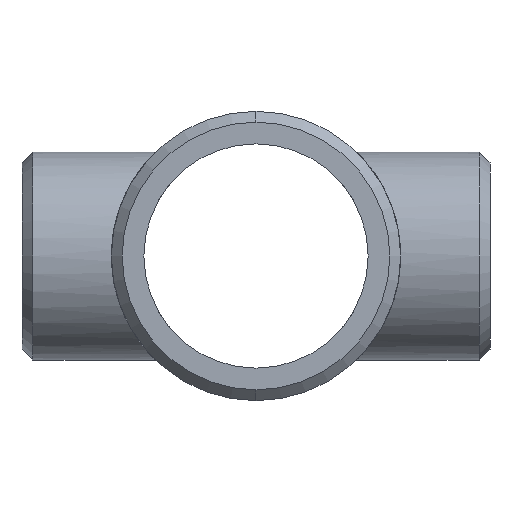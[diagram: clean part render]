
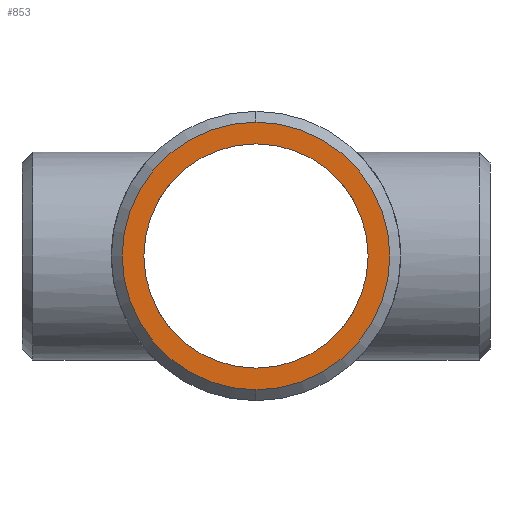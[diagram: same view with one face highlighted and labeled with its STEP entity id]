
A CAD part, left-side view. The second image highlights one B-rep face of the part: STEP entity #853.
In plain terms, the highlighted planar face has unit normal (-1, 0, 0).
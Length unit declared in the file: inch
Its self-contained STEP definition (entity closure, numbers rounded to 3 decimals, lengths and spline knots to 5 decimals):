
#3 = CARTESIAN_POINT ( 'NONE',  ( -4.88, 0., 2.1565 ) ) ;
#31 = CARTESIAN_POINT ( 'NONE',  ( -4.88, 0., 0. ) ) ;
#73 = PLANE ( 'NONE',  #459 ) ;
#101 = DIRECTION ( 'NONE',  ( 0., 0., 1. ) ) ;
#114 = CARTESIAN_POINT ( 'NONE',  ( -4.88, 0., -2.57317 ) ) ;
#132 = AXIS2_PLACEMENT_3D ( 'NONE', #31, #1133, #1245 ) ;
#171 = FACE_BOUND ( 'NONE', #318, .T. ) ;
#215 = ORIENTED_EDGE ( 'NONE', *, *, #675, .T. ) ;
#224 = AXIS2_PLACEMENT_3D ( 'NONE', #408, #401, #101 ) ;
#253 = EDGE_LOOP ( 'NONE', ( #336, #553 ) ) ;
#264 = DIRECTION ( 'NONE',  ( -1., 0., 0. ) ) ;
#299 = CARTESIAN_POINT ( 'NONE',  ( -4.88, 0., -2.1565 ) ) ;
#318 = EDGE_LOOP ( 'NONE', ( #721, #215 ) ) ;
#336 = ORIENTED_EDGE ( 'NONE', *, *, #419, .T. ) ;
#371 = EDGE_CURVE ( 'NONE', #1170, #917, #693, .T. ) ;
#401 = DIRECTION ( 'NONE',  ( 1., 0., 0. ) ) ;
#408 = CARTESIAN_POINT ( 'NONE',  ( -4.88, 0., 0. ) ) ;
#419 = EDGE_CURVE ( 'NONE', #917, #1170, #894, .T. ) ;
#455 = CARTESIAN_POINT ( 'NONE',  ( -4.88, 0., 2.57317 ) ) ;
#459 = AXIS2_PLACEMENT_3D ( 'NONE', #482, #890, #487 ) ;
#482 = CARTESIAN_POINT ( 'NONE',  ( -4.88, 0., 0. ) ) ;
#487 = DIRECTION ( 'NONE',  ( 0., 0., -1. ) ) ;
#553 = ORIENTED_EDGE ( 'NONE', *, *, #371, .T. ) ;
#614 = VERTEX_POINT ( 'NONE', #299 ) ;
#673 = FACE_OUTER_BOUND ( 'NONE', #253, .T. ) ;
#675 = EDGE_CURVE ( 'NONE', #614, #965, #1293, .T. ) ;
#691 = DIRECTION ( 'NONE',  ( 0., 0., 1. ) ) ;
#693 = CIRCLE ( 'NONE', #1039, 2.57317 ) ;
#721 = ORIENTED_EDGE ( 'NONE', *, *, #992, .T. ) ;
#773 = CARTESIAN_POINT ( 'NONE',  ( -4.88, 0., 0. ) ) ;
#853 = ADVANCED_FACE ( 'NONE', ( #673, #171 ), #73, .T. ) ;
#890 = DIRECTION ( 'NONE',  ( -1., 0., 0. ) ) ;
#892 = CARTESIAN_POINT ( 'NONE',  ( -4.88, 0., 0. ) ) ;
#894 = CIRCLE ( 'NONE', #1000, 2.57317 ) ;
#917 = VERTEX_POINT ( 'NONE', #114 ) ;
#965 = VERTEX_POINT ( 'NONE', #3 ) ;
#992 = EDGE_CURVE ( 'NONE', #965, #614, #1115, .T. ) ;
#997 = DIRECTION ( 'NONE',  ( 0., 0., 1. ) ) ;
#1000 = AXIS2_PLACEMENT_3D ( 'NONE', #892, #264, #997 ) ;
#1039 = AXIS2_PLACEMENT_3D ( 'NONE', #773, #1302, #691 ) ;
#1115 = CIRCLE ( 'NONE', #132, 2.1565 ) ;
#1133 = DIRECTION ( 'NONE',  ( 1., 0., 0. ) ) ;
#1170 = VERTEX_POINT ( 'NONE', #455 ) ;
#1245 = DIRECTION ( 'NONE',  ( 0., 0., 1. ) ) ;
#1293 = CIRCLE ( 'NONE', #224, 2.1565 ) ;
#1302 = DIRECTION ( 'NONE',  ( -1., 0., 0. ) ) ;
